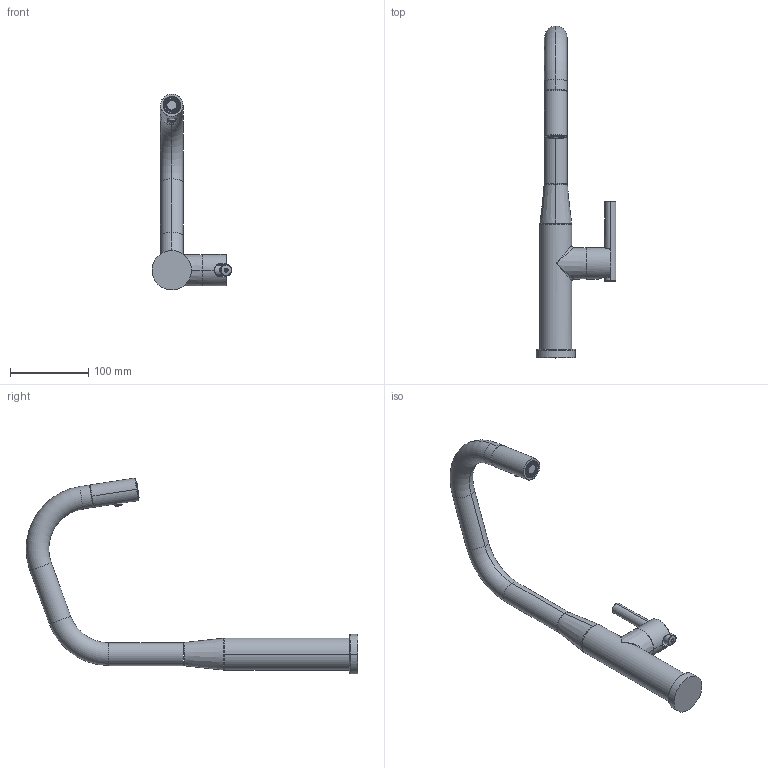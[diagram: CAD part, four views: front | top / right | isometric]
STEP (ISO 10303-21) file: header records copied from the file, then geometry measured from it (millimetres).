
FILE_DESCRIPTION((''),'2;1');
FILE_NAME('1400-5143','2023-02-17T18:56:54',('nehatek'),(''),'CREO PARAMETRIC BY PTC INC, 2019352','CREO PARAMETRIC BY PTC INC, 2019352','');
FILE_SCHEMA(('CONFIG_CONTROL_DESIGN'));
Length unit declared in the file: inch
Products named in the file (1): 1400-5143
Bounding box: 101.79 x 422.87 x 249.57 mm (x, y, z)
Volume: 641395.1 mm3; surface area: 87084.1 mm2
Topology: 4 solids, 4 shells, 297 faces, 732 edges, 448 vertices
Faces by surface type: plane 123, cylinder 96, cone 28, torus 26, bspline 18, sphere 6
Entity records: 13808 total; most frequent: CARTESIAN_POINT 7074, ORIENTED_EDGE 1456, DIRECTION 1346, EDGE_CURVE 728, AXIS2_PLACEMENT_3D 560, VERTEX_POINT 448, EDGE_LOOP 306, FACE_OUTER_BOUND 297
